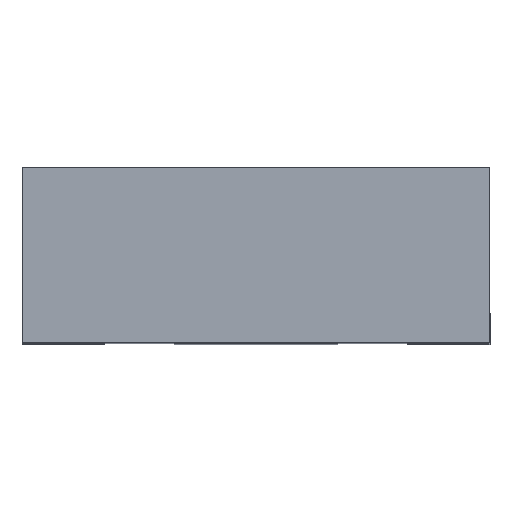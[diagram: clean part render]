
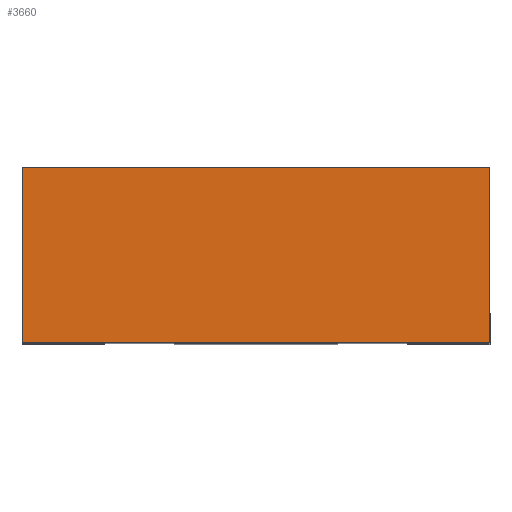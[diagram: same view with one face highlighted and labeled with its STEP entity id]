
A CAD part, top view. The second image highlights one B-rep face of the part: STEP entity #3660.
In plain terms, the highlighted planar face has unit normal (0, 0, 1).
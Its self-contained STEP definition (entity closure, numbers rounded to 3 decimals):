
#68 = ORIENTED_EDGE ( 'NONE', *, *, #3215, .F. ) ;
#90 = VERTEX_POINT ( 'NONE', #4663 ) ;
#296 = EDGE_CURVE ( 'NONE', #392, #2941, #6602, .T. ) ;
#389 = VECTOR ( 'NONE', #3406, 1000. ) ;
#392 = VERTEX_POINT ( 'NONE', #7028 ) ;
#513 = CARTESIAN_POINT ( 'NONE',  ( 1., 0., 1. ) ) ;
#728 = ORIENTED_EDGE ( 'NONE', *, *, #4242, .F. ) ;
#847 = VECTOR ( 'NONE', #4894, 1000. ) ;
#1037 = LINE ( 'NONE', #513, #847 ) ;
#1739 = LINE ( 'NONE', #3931, #2227 ) ;
#1760 = ORIENTED_EDGE ( 'NONE', *, *, #296, .T. ) ;
#1962 = PLANE ( 'NONE',  #6537 ) ;
#2227 = VECTOR ( 'NONE', #3856, 1000. ) ;
#2718 = CARTESIAN_POINT ( 'NONE',  ( 1., 0.75, 1. ) ) ;
#2806 = CARTESIAN_POINT ( 'NONE',  ( 1., 0., 1. ) ) ;
#2941 = VERTEX_POINT ( 'NONE', #2806 ) ;
#3215 = EDGE_CURVE ( 'NONE', #4881, #2941, #1037, .T. ) ;
#3369 = VECTOR ( 'NONE', #5450, 1000. ) ;
#3406 = DIRECTION ( 'NONE',  ( 1., 0., 0. ) ) ;
#3630 = DIRECTION ( 'NONE',  ( 0., 0., 1. ) ) ;
#3660 = ADVANCED_FACE ( 'NONE', ( #6853 ), #1962, .T. ) ;
#3856 = DIRECTION ( 'NONE',  ( 0., 1., 0. ) ) ;
#3931 = CARTESIAN_POINT ( 'NONE',  ( -1., 0., 1. ) ) ;
#4229 = DIRECTION ( 'NONE',  ( 1., 0., 0. ) ) ;
#4242 = EDGE_CURVE ( 'NONE', #90, #4881, #4423, .T. ) ;
#4423 = LINE ( 'NONE', #5976, #3369 ) ;
#4663 = CARTESIAN_POINT ( 'NONE',  ( -1., 0.75, 1. ) ) ;
#4858 = EDGE_CURVE ( 'NONE', #392, #90, #1739, .T. ) ;
#4881 = VERTEX_POINT ( 'NONE', #2718 ) ;
#4894 = DIRECTION ( 'NONE',  ( 0., -1., 0. ) ) ;
#4987 = ORIENTED_EDGE ( 'NONE', *, *, #4858, .F. ) ;
#5450 = DIRECTION ( 'NONE',  ( 1., 0., 0. ) ) ;
#5554 = EDGE_LOOP ( 'NONE', ( #728, #4987, #1760, #68 ) ) ;
#5976 = CARTESIAN_POINT ( 'NONE',  ( 0., 0.75, 1. ) ) ;
#5992 = CARTESIAN_POINT ( 'NONE',  ( -1., 0., 1. ) ) ;
#6537 = AXIS2_PLACEMENT_3D ( 'NONE', #6823, #3630, #4229 ) ;
#6602 = LINE ( 'NONE', #5992, #389 ) ;
#6823 = CARTESIAN_POINT ( 'NONE',  ( -1., 0., 1. ) ) ;
#6853 = FACE_OUTER_BOUND ( 'NONE', #5554, .T. ) ;
#7028 = CARTESIAN_POINT ( 'NONE',  ( -1., 0., 1. ) ) ;
